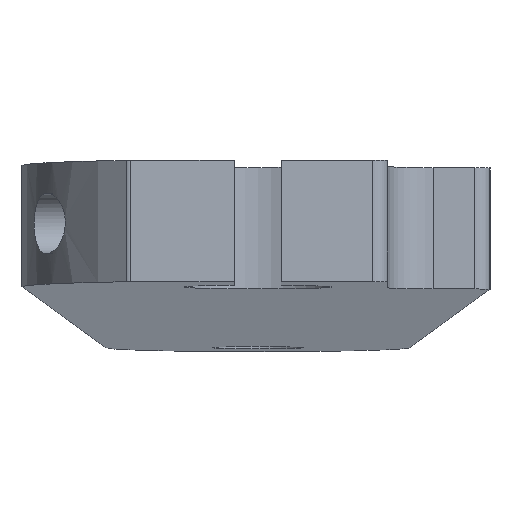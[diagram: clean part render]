
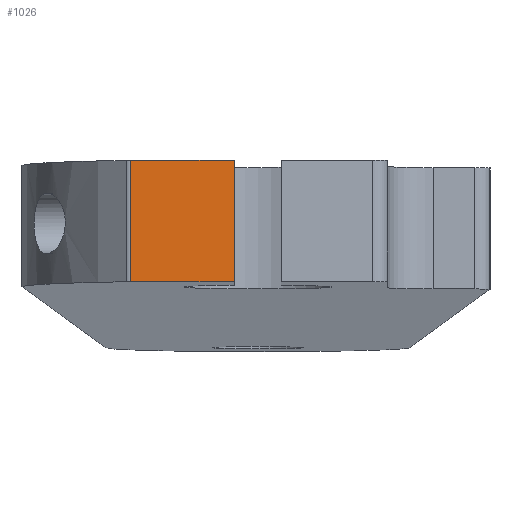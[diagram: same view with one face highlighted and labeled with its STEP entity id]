
A CAD part, left-side view. The second image highlights one B-rep face of the part: STEP entity #1026.
In plain terms, the highlighted planar face has unit normal (-1, 0, 0.027).
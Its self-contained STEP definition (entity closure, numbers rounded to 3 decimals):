
#119 = DIRECTION ( 'NONE',  ( 1., 0., -0.027 ) ) ;
#126 = CARTESIAN_POINT ( 'NONE',  ( -13.102, 1.55, -3.652 ) ) ;
#169 = VERTEX_POINT ( 'NONE', #705 ) ;
#191 = CARTESIAN_POINT ( 'NONE',  ( -13.102, 8.382, -3.652 ) ) ;
#203 = EDGE_CURVE ( 'NONE', #983, #595, #284, .T. ) ;
#216 = CARTESIAN_POINT ( 'NONE',  ( -13.102, 1.55, -3.652 ) ) ;
#267 = VECTOR ( 'NONE', #628, 1000. ) ;
#270 = DIRECTION ( 'NONE',  ( 0., -1., 0. ) ) ;
#274 = ORIENTED_EDGE ( 'NONE', *, *, #891, .T. ) ;
#280 = CARTESIAN_POINT ( 'NONE',  ( -13.102, 8.382, -3.652 ) ) ;
#284 = LINE ( 'NONE', #191, #895 ) ;
#304 = DIRECTION ( 'NONE',  ( 0., -1., 0. ) ) ;
#360 = CARTESIAN_POINT ( 'NONE',  ( -12.889, 8.382, 4.345 ) ) ;
#505 = EDGE_CURVE ( 'NONE', #983, #169, #600, .T. ) ;
#529 = LINE ( 'NONE', #874, #1047 ) ;
#595 = VERTEX_POINT ( 'NONE', #280 ) ;
#600 = LINE ( 'NONE', #613, #755 ) ;
#613 = CARTESIAN_POINT ( 'NONE',  ( -12.889, 16., 4.345 ) ) ;
#628 = DIRECTION ( 'NONE',  ( 0.027, 0., 1. ) ) ;
#640 = VERTEX_POINT ( 'NONE', #126 ) ;
#705 = CARTESIAN_POINT ( 'NONE',  ( -12.889, 1.55, 4.345 ) ) ;
#728 = ORIENTED_EDGE ( 'NONE', *, *, #1015, .T. ) ;
#743 = LINE ( 'NONE', #216, #267 ) ;
#755 = VECTOR ( 'NONE', #791, 1000. ) ;
#791 = DIRECTION ( 'NONE',  ( 0., -1., 0. ) ) ;
#874 = CARTESIAN_POINT ( 'NONE',  ( -13.102, 16., -3.652 ) ) ;
#891 = EDGE_CURVE ( 'NONE', #595, #640, #529, .T. ) ;
#895 = VECTOR ( 'NONE', #1069, 1000. ) ;
#905 = ORIENTED_EDGE ( 'NONE', *, *, #505, .F. ) ;
#967 = FACE_OUTER_BOUND ( 'NONE', #1010, .T. ) ;
#983 = VERTEX_POINT ( 'NONE', #360 ) ;
#988 = PLANE ( 'NONE',  #991 ) ;
#991 = AXIS2_PLACEMENT_3D ( 'NONE', #1080, #119, #304 ) ;
#1010 = EDGE_LOOP ( 'NONE', ( #905, #1073, #274, #728 ) ) ;
#1015 = EDGE_CURVE ( 'NONE', #640, #169, #743, .T. ) ;
#1026 = ADVANCED_FACE ( 'NONE', ( #967 ), #988, .F. ) ;
#1047 = VECTOR ( 'NONE', #270, 1000. ) ;
#1069 = DIRECTION ( 'NONE',  ( -0.027, 0., -1. ) ) ;
#1073 = ORIENTED_EDGE ( 'NONE', *, *, #203, .T. ) ;
#1080 = CARTESIAN_POINT ( 'NONE',  ( -12.889, 16., 4.345 ) ) ;
